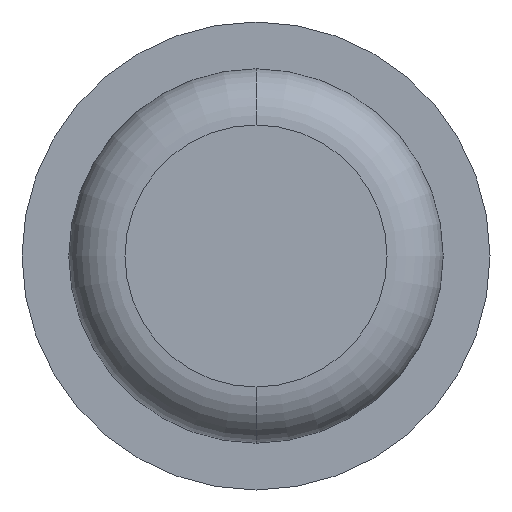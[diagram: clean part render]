
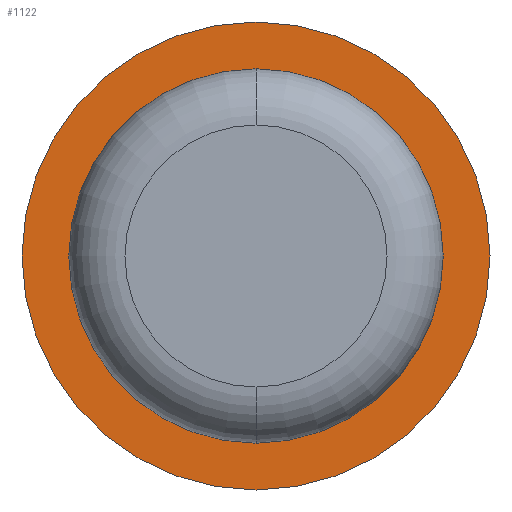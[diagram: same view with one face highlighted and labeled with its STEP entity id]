
A CAD part, front view. The second image highlights one B-rep face of the part: STEP entity #1122.
In plain terms, the highlighted planar face has unit normal (0, -1, 0).
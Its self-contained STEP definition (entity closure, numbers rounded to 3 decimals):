
#52 = DIRECTION ( 'NONE',  ( 0., 1., 0. ) ) ;
#73 = AXIS2_PLACEMENT_3D ( 'NONE', #1661, #2126, #1911 ) ;
#141 = ORIENTED_EDGE ( 'NONE', *, *, #1466, .T. ) ;
#148 = CARTESIAN_POINT ( 'NONE',  ( 0., -0.6, 0. ) ) ;
#257 = VERTEX_POINT ( 'NONE', #281 ) ;
#281 = CARTESIAN_POINT ( 'NONE',  ( 0., -0.6, 1.25 ) ) ;
#436 = AXIS2_PLACEMENT_3D ( 'NONE', #2377, #52, #1652 ) ;
#469 = ORIENTED_EDGE ( 'NONE', *, *, #1036, .F. ) ;
#506 = EDGE_LOOP ( 'NONE', ( #141, #593 ) ) ;
#562 = CIRCLE ( 'NONE', #2180, 1. ) ;
#593 = ORIENTED_EDGE ( 'NONE', *, *, #1781, .T. ) ;
#604 = DIRECTION ( 'NONE',  ( 0., 1., 0. ) ) ;
#664 = DIRECTION ( 'NONE',  ( 0., 1., 0. ) ) ;
#887 = DIRECTION ( 'NONE',  ( 0., 0., 1. ) ) ;
#1036 = EDGE_CURVE ( 'Defeature ausgef�hrt3_1+Defeature ausgef�hrt3_2+Defeature ausgef�hrt3_2+Defeature ausgef�hrt3_2', #257, #2416, #1306, .T. ) ;
#1122 = ADVANCED_FACE ( 'Defeature ausgef�hrt3_2', ( #2657, #1526 ), #1889, .F. ) ;
#1173 = EDGE_CURVE ( 'Defeature ausgef�hrt3_1+Defeature ausgef�hrt3_2+Defeature ausgef�hrt3_2+Defeature ausgef�hrt3_2', #2416, #257, #2355, .T. ) ;
#1215 = CIRCLE ( 'NONE', #1955, 1. ) ;
#1289 = VERTEX_POINT ( 'NONE', #2981 ) ;
#1306 = CIRCLE ( 'NONE', #436, 1.25 ) ;
#1466 = EDGE_CURVE ( 'Defeature ausgef�hrt3_2+Defeature ausgef�hrt3_3+Defeature ausgef�hrt3_3+Defeature ausgef�hrt3_3', #1289, #2679, #562, .T. ) ;
#1523 = DIRECTION ( 'NONE',  ( 0., 1., 0. ) ) ;
#1526 = FACE_BOUND ( 'NONE', #506, .T. ) ;
#1652 = DIRECTION ( 'NONE',  ( 0., 0., 1. ) ) ;
#1661 = CARTESIAN_POINT ( 'NONE',  ( 1.25, -0.6, 0. ) ) ;
#1781 = EDGE_CURVE ( 'Defeature ausgef�hrt3_2+Defeature ausgef�hrt3_3+Defeature ausgef�hrt3_3+Defeature ausgef�hrt3_3', #2679, #1289, #1215, .T. ) ;
#1839 = CARTESIAN_POINT ( 'NONE',  ( 0., -0.6, -1. ) ) ;
#1889 = PLANE ( 'NONE',  #73 ) ;
#1911 = DIRECTION ( 'NONE',  ( 0., 0., 1. ) ) ;
#1955 = AXIS2_PLACEMENT_3D ( 'NONE', #2001, #604, #2727 ) ;
#2001 = CARTESIAN_POINT ( 'NONE',  ( 0., -0.6, 0. ) ) ;
#2050 = CARTESIAN_POINT ( 'NONE',  ( 0., -0.6, 0. ) ) ;
#2126 = DIRECTION ( 'NONE',  ( 0., 1., 0. ) ) ;
#2180 = AXIS2_PLACEMENT_3D ( 'NONE', #2050, #664, #887 ) ;
#2355 = CIRCLE ( 'NONE', #2420, 1.25 ) ;
#2377 = CARTESIAN_POINT ( 'NONE',  ( 0., -0.6, 0. ) ) ;
#2416 = VERTEX_POINT ( 'NONE', #2622 ) ;
#2420 = AXIS2_PLACEMENT_3D ( 'NONE', #148, #1523, #2703 ) ;
#2462 = EDGE_LOOP ( 'NONE', ( #469, #2544 ) ) ;
#2544 = ORIENTED_EDGE ( 'NONE', *, *, #1173, .F. ) ;
#2622 = CARTESIAN_POINT ( 'NONE',  ( 0., -0.6, -1.25 ) ) ;
#2657 = FACE_OUTER_BOUND ( 'NONE', #2462, .T. ) ;
#2679 = VERTEX_POINT ( 'NONE', #1839 ) ;
#2703 = DIRECTION ( 'NONE',  ( 0., 0., 1. ) ) ;
#2727 = DIRECTION ( 'NONE',  ( 0., 0., 1. ) ) ;
#2981 = CARTESIAN_POINT ( 'NONE',  ( 0., -0.6, 1. ) ) ;
